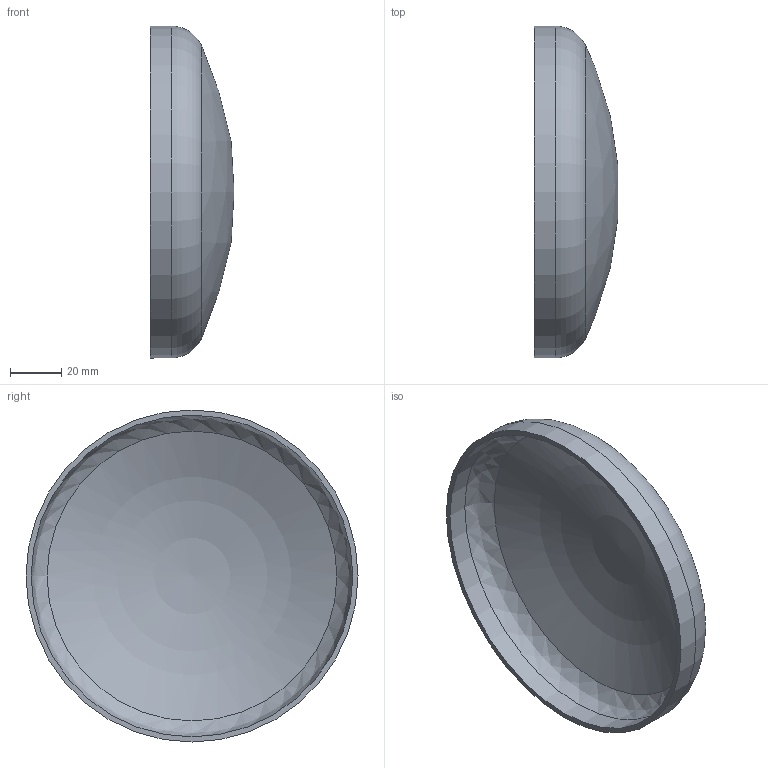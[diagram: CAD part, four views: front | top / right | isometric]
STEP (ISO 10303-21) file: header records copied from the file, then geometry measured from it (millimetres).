
FILE_DESCRIPTION((''),'2;1');
FILE_NAME('70300125X.stp','2010-09-07T08:27:22',('thilbrands'),(''),'Autodesk Inventor 2008','Autodesk Inventor 2008','');
FILE_SCHEMA(('AUTOMOTIVE_DESIGN { 1 0 10303 214 1 1 1 1 }'));
Length unit declared in the file: millimetre
Products named in the file (1): 703000251
Bounding box: 32.63 x 129 x 129 mm (x, y, z)
Volume: 38177.5 mm3; surface area: 38940.5 mm2
Topology: 1 solids, 1 shells, 7 faces, 10 edges, 6 vertices
Faces by surface type: bspline 2, cylinder 2, torus 1, sphere 1, plane 1
Full cylindrical faces by diameter (mm): 125 x1, 129 x1
Entity records: 204 total; most frequent: CARTESIAN_POINT 72, DIRECTION 24, AXIS2_PLACEMENT_3D 12, ORIENTED_EDGE 12, EDGE_LOOP 12, FACE_OUTER_BOUND 7, ADVANCED_FACE 7, VERTEX_POINT 6
